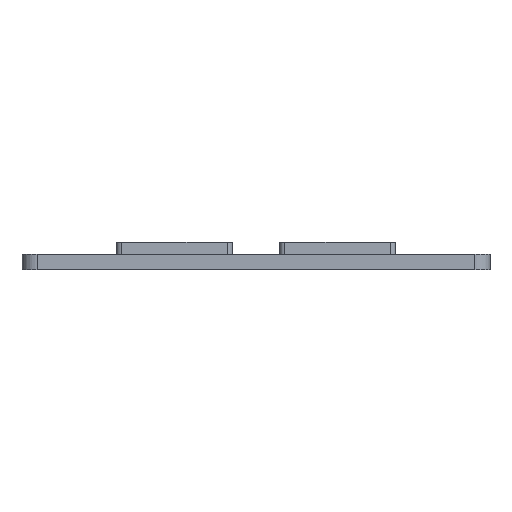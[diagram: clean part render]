
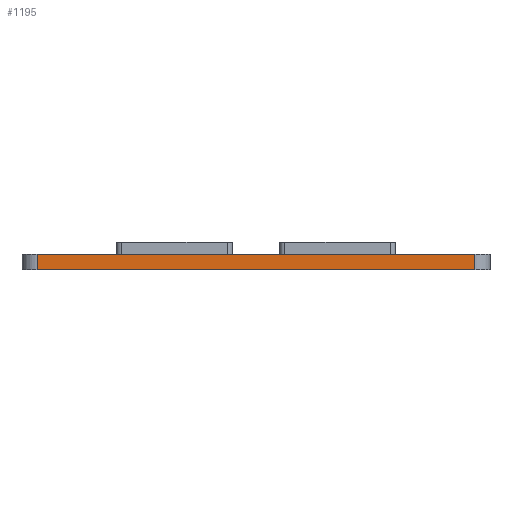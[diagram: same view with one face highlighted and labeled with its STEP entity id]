
A CAD part, front view. The second image highlights one B-rep face of the part: STEP entity #1195.
In plain terms, the highlighted planar face has unit normal (0, -1, 0).
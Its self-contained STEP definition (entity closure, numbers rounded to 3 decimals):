
#61=FACE_OUTER_BOUND('',#135,.T.);
#135=EDGE_LOOP('',(#863,#864,#865,#866));
#203=LINE('',#1787,#319);
#232=LINE('',#1908,#348);
#233=LINE('',#1911,#349);
#234=LINE('',#1912,#350);
#319=VECTOR('',#1409,10.);
#348=VECTOR('',#1504,10.);
#349=VECTOR('',#1507,10.);
#350=VECTOR('',#1508,10.);
#499=VERTEX_POINT('',#1783);
#501=VERTEX_POINT('',#1786);
#560=VERTEX_POINT('',#1906);
#561=VERTEX_POINT('',#1910);
#620=EDGE_CURVE('',#499,#501,#203,.T.);
#681=EDGE_CURVE('',#560,#499,#232,.T.);
#682=EDGE_CURVE('',#560,#561,#233,.T.);
#683=EDGE_CURVE('',#501,#561,#234,.T.);
#863=ORIENTED_EDGE('',*,*,#681,.F.);
#864=ORIENTED_EDGE('',*,*,#682,.T.);
#865=ORIENTED_EDGE('',*,*,#683,.F.);
#866=ORIENTED_EDGE('',*,*,#620,.F.);
#1160=PLANE('',#1308);
#1195=ADVANCED_FACE('',(#61),#1160,.T.);
#1308=AXIS2_PLACEMENT_3D('',#1909,#1505,#1506);
#1409=DIRECTION('',(1.,0.,0.));
#1504=DIRECTION('',(0.,0.,1.));
#1505=DIRECTION('center_axis',(0.,-1.,0.));
#1506=DIRECTION('ref_axis',(1.,0.,0.));
#1507=DIRECTION('',(1.,0.,0.));
#1508=DIRECTION('',(0.,0.,-1.));
#1783=CARTESIAN_POINT('',(-42.867,-35.037,5.5));
#1786=CARTESIAN_POINT('',(42.967,-35.037,5.5));
#1787=CARTESIAN_POINT('',(-60.45,-35.037,5.5));
#1906=CARTESIAN_POINT('',(-42.867,-35.037,2.5));
#1908=CARTESIAN_POINT('',(-42.867,-35.037,2.5));
#1909=CARTESIAN_POINT('Origin',(-45.867,-35.037,2.5));
#1910=CARTESIAN_POINT('',(42.967,-35.037,2.5));
#1911=CARTESIAN_POINT('',(-60.45,-35.037,2.5));
#1912=CARTESIAN_POINT('',(42.967,-35.037,2.5));
